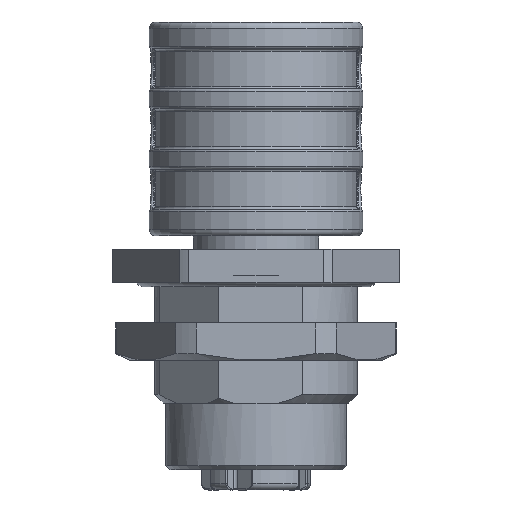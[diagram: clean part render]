
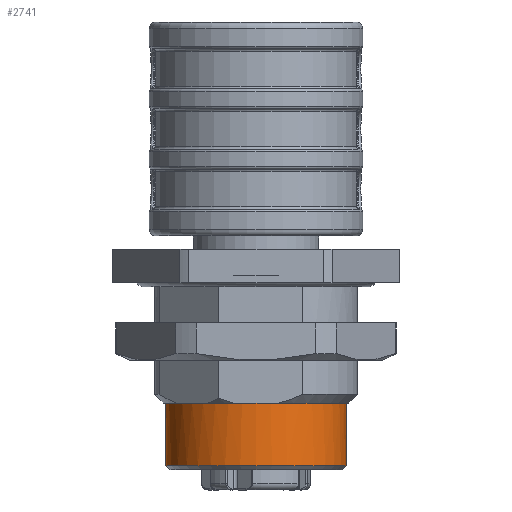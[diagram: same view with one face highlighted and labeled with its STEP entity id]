
A CAD part, front view. The second image highlights one B-rep face of the part: STEP entity #2741.
In plain terms, the highlighted cylindrical face has radius 6.75 mm (diameter 13.5 mm), a full revolution.
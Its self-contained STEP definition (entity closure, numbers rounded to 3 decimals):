
#2741=ADVANCED_FACE('',(#3176,#3177),#3016,.T.);
#3016=CYLINDRICAL_SURFACE('',#9773,6.75);
#3176=FACE_BOUND('',#3709,.T.);
#3177=FACE_BOUND('',#3710,.T.);
#3709=EDGE_LOOP('',(#5801,#5802,#5803,#5804));
#3710=EDGE_LOOP('',(#5805));
#5801=ORIENTED_EDGE('',*,*,#8325,.F.);
#5802=ORIENTED_EDGE('',*,*,#8326,.F.);
#5803=ORIENTED_EDGE('',*,*,#8327,.F.);
#5804=ORIENTED_EDGE('',*,*,#8328,.F.);
#5805=ORIENTED_EDGE('',*,*,#8324,.T.);
#7124=VERTEX_POINT('',#17514);
#7125=VERTEX_POINT('',#17517);
#7126=VERTEX_POINT('',#17518);
#7127=VERTEX_POINT('',#17520);
#7128=VERTEX_POINT('',#17522);
#8324=EDGE_CURVE('',#7124,#7124,#8970,.T.);
#8325=EDGE_CURVE('',#7125,#7126,#8971,.T.);
#8326=EDGE_CURVE('',#7127,#7125,#8972,.T.);
#8327=EDGE_CURVE('',#7128,#7127,#8973,.T.);
#8328=EDGE_CURVE('',#7126,#7128,#8974,.T.);
#8970=CIRCLE('',#9767,6.75);
#8971=CIRCLE('',#9769,6.75);
#8972=CIRCLE('',#9770,6.75);
#8973=CIRCLE('',#9771,6.75);
#8974=CIRCLE('',#9772,6.75);
#9767=AXIS2_PLACEMENT_3D('',#17513,#11714,#11715);
#9769=AXIS2_PLACEMENT_3D('',#17516,#11718,#11719);
#9770=AXIS2_PLACEMENT_3D('',#17519,#11720,#11721);
#9771=AXIS2_PLACEMENT_3D('',#17521,#11722,#11723);
#9772=AXIS2_PLACEMENT_3D('',#17523,#11724,#11725);
#9773=AXIS2_PLACEMENT_3D('',#17524,#11726,#11727);
#11714=DIRECTION('',(0.,0.,1.));
#11715=DIRECTION('',(0.,-1.,0.));
#11718=DIRECTION('',(0.,0.,1.));
#11719=DIRECTION('',(0.,-1.,0.));
#11720=DIRECTION('',(0.,0.,1.));
#11721=DIRECTION('',(0.,-1.,0.));
#11722=DIRECTION('',(0.,0.,1.));
#11723=DIRECTION('',(0.,-1.,0.));
#11724=DIRECTION('',(0.,0.,1.));
#11725=DIRECTION('',(0.,-1.,0.));
#11726=DIRECTION('',(0.,0.,1.));
#11727=DIRECTION('',(0.,1.,0.));
#17513=CARTESIAN_POINT('',(50.,3.5,12.3));
#17514=CARTESIAN_POINT('',(50.,-3.25,12.3));
#17516=CARTESIAN_POINT('',(50.,3.5,17.));
#17517=CARTESIAN_POINT('',(54.773,8.273,17.));
#17518=CARTESIAN_POINT('',(50.,10.25,17.));
#17519=CARTESIAN_POINT('',(50.,3.5,17.));
#17520=CARTESIAN_POINT('',(50.,-3.25,17.));
#17521=CARTESIAN_POINT('',(50.,3.5,17.));
#17522=CARTESIAN_POINT('',(45.227,-1.273,17.));
#17523=CARTESIAN_POINT('',(50.,3.5,17.));
#17524=CARTESIAN_POINT('',(50.,3.5,28.5));
